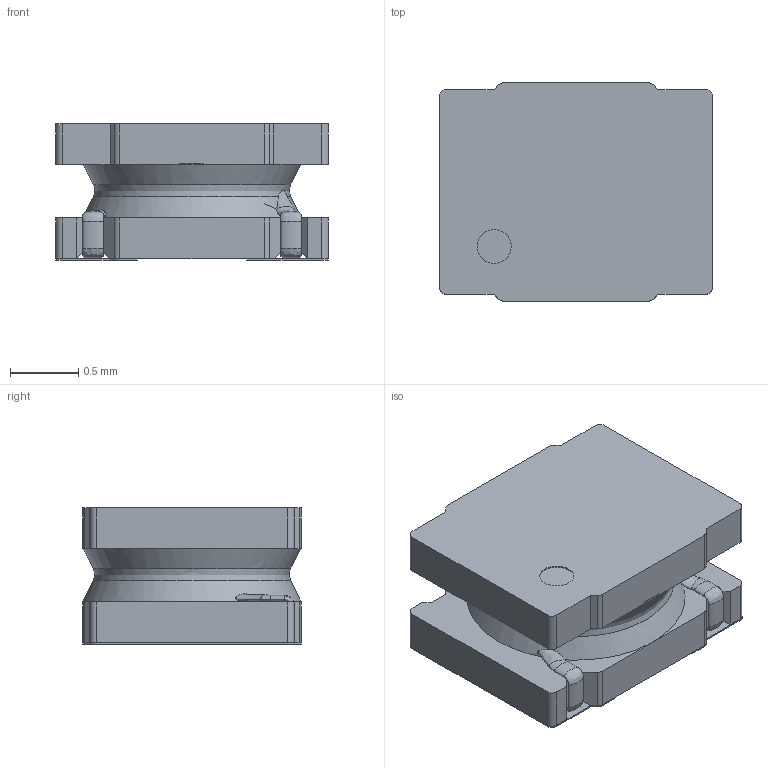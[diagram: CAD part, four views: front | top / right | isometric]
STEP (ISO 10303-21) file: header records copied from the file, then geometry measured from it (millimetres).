
FILE_DESCRIPTION(/* description */ ('Unknown'),/* implementation_level */ '2;1');
FILE_NAME(/* name */ 'L_Wurth_WE-LQSH-2010',/* time_stamp */ '2022-03-08T10:43:00+08:00',/* author */ ('Unknown'),/* organization */ ('Unknown'),/* preprocessor_version */ 'ST-DEVELOPER v16.7',/* originating_system */ 'Solid Edge',/* authorisation */ 'Unknown');
FILE_SCHEMA (('AUTOMOTIVE_DESIGN {1 0 10303 214 3 1 1}'));
Length unit declared in the file: millimetre
Products named in the file (2): L_Wurth_WE-LQSH-2010
Assembly tree (1 placements, depth 2):
  L_Wurth_WE-LQSH-2010
    L_Wurth_WE-LQSH-2010
Bounding box: 2 x 1.6 x 1 mm (x, y, z)
Volume: 2.9 mm3; surface area: 32.5 mm2
Topology: 5 solids, 5 shells, 124 faces, 315 edges, 198 vertices
Faces by surface type: plane 69, bspline 27, cylinder 26, torus 2
Full cylindrical faces by diameter (mm): 0.25 x1, 1 x1
Entity records: 5195 total; most frequent: CARTESIAN_POINT 1968, ORIENTED_EDGE 554, DIRECTION 508, EDGE_CURVE 277, VERTEX_POINT 190, LINE 180, VECTOR 180, AXIS2_PLACEMENT_3D 164
